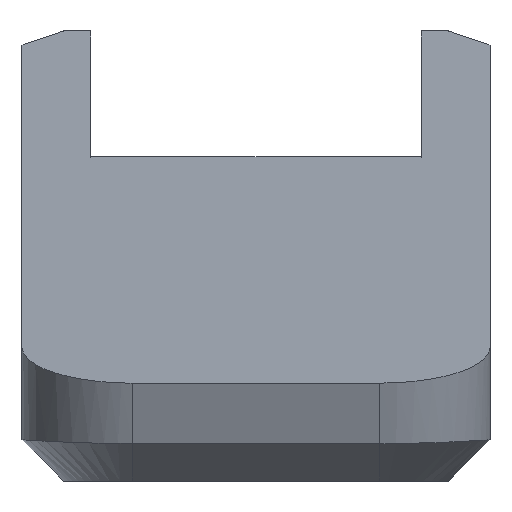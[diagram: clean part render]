
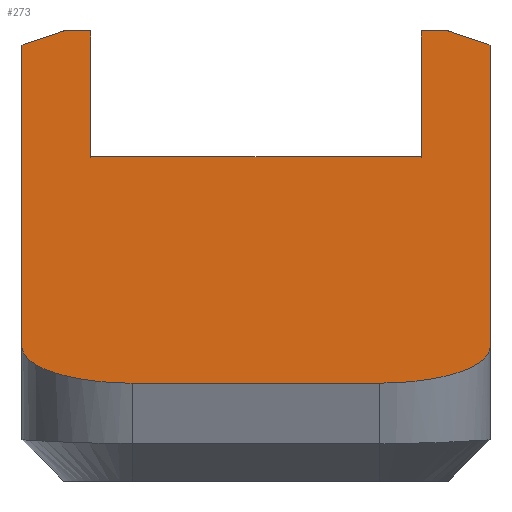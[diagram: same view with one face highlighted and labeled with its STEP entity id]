
A CAD part, front view. The second image highlights one B-rep face of the part: STEP entity #273.
In plain terms, the highlighted planar face has unit normal (0, -0.322, 0.947).
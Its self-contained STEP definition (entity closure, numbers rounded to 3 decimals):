
#121=CARTESIAN_POINT('',(-14.,609.2,-171.56));
#122=VERTEX_POINT('',#121);
#123=CARTESIAN_POINT('',(-12.,609.2,-171.56));
#124=VERTEX_POINT('',#123);
#125=CARTESIAN_POINT('',(-14.,609.2,-171.56));
#126=DIRECTION('',(1.,0.,-0.));
#127=VECTOR('',#126,2.);
#128=LINE('',#125,#127);
#129=EDGE_CURVE('',#122,#124,#128,.T.);
#147=CARTESIAN_POINT('',(12.,609.2,-171.56));
#148=VERTEX_POINT('',#147);
#155=CARTESIAN_POINT('',(14.,609.2,-171.56));
#156=VERTEX_POINT('',#155);
#157=CARTESIAN_POINT('',(12.,609.2,-171.56));
#158=DIRECTION('',(1.,0.,-0.));
#159=VECTOR('',#158,2.);
#160=LINE('',#157,#159);
#161=EDGE_CURVE('',#148,#156,#160,.T.);
#188=CARTESIAN_POINT('',(-17.,571.624,-184.344));
#189=DIRECTION('',(0.,0.322,-0.947));
#190=DIRECTION('',(0.,0.947,0.322));
#191=AXIS2_PLACEMENT_3D('',#188,#189,#190);
#192=PLANE('',#191);
#193=CARTESIAN_POINT('',(-12.,582.32,-180.705));
#194=VERTEX_POINT('',#193);
#195=CARTESIAN_POINT('',(12.,582.32,-180.705));
#196=VERTEX_POINT('',#195);
#197=CARTESIAN_POINT('',(-12.,582.32,-180.705));
#198=DIRECTION('',(1.,-0.,-0.));
#199=VECTOR('',#198,24.);
#200=LINE('',#197,#199);
#201=EDGE_CURVE('',#194,#196,#200,.T.);
#202=ORIENTED_EDGE('',*,*,#201,.F.);
#203=CARTESIAN_POINT('',(-12.,582.32,-180.705));
#204=DIRECTION('',(0.,0.947,0.322));
#205=VECTOR('',#204,28.393);
#206=LINE('',#203,#205);
#207=EDGE_CURVE('',#194,#124,#206,.T.);
#208=ORIENTED_EDGE('',*,*,#207,.T.);
#209=ORIENTED_EDGE('',*,*,#129,.F.);
#210=CARTESIAN_POINT('',(-17.,606.2,-172.581));
#211=VERTEX_POINT('',#210);
#212=CARTESIAN_POINT('',(-14.,609.2,-171.56));
#213=DIRECTION('',(-0.687,-0.687,-0.234));
#214=VECTOR('',#213,4.364);
#215=LINE('',#212,#214);
#216=EDGE_CURVE('',#122,#211,#215,.T.);
#217=ORIENTED_EDGE('',*,*,#216,.T.);
#218=CARTESIAN_POINT('',(-17.,541.619,-194.553));
#219=VERTEX_POINT('',#218);
#220=CARTESIAN_POINT('',(-17.,541.619,-194.553));
#221=DIRECTION('',(0.,0.947,0.322));
#222=VECTOR('',#221,68.216);
#223=LINE('',#220,#222);
#224=EDGE_CURVE('',#219,#211,#223,.T.);
#225=ORIENTED_EDGE('',*,*,#224,.F.);
#226=CARTESIAN_POINT('',(-9.,534.004,-197.144));
#227=VERTEX_POINT('',#226);
#228=CARTESIAN_POINT('',(-17.,541.619,-194.553));
#229=CARTESIAN_POINT('',(-17.,534.004,-197.144));
#230=CARTESIAN_POINT('',(-9.,534.004,-197.144));
#231=(BOUNDED_CURVE()
B_SPLINE_CURVE(2,(#228,#229,#230),.UNSPECIFIED.,.F.,.F.)
B_SPLINE_CURVE_WITH_KNOTS((3,3),(270.,360.),.UNSPECIFIED.)
CURVE()
GEOMETRIC_REPRESENTATION_ITEM()
RATIONAL_B_SPLINE_CURVE((1.,0.707,1.))
REPRESENTATION_ITEM(''));
#232=EDGE_CURVE('',#219,#227,#231,.T.);
#233=ORIENTED_EDGE('',*,*,#232,.T.);
#234=CARTESIAN_POINT('',(9.,534.004,-197.144));
#235=VERTEX_POINT('',#234);
#236=CARTESIAN_POINT('',(-9.,534.004,-197.144));
#237=DIRECTION('',(1.,0.,-0.));
#238=VECTOR('',#237,18.);
#239=LINE('',#236,#238);
#240=EDGE_CURVE('',#227,#235,#239,.T.);
#241=ORIENTED_EDGE('',*,*,#240,.T.);
#242=CARTESIAN_POINT('',(17.,541.619,-194.553));
#243=VERTEX_POINT('',#242);
#244=CARTESIAN_POINT('',(9.,534.004,-197.144));
#245=CARTESIAN_POINT('',(17.,534.004,-197.144));
#246=CARTESIAN_POINT('',(17.,541.619,-194.553));
#247=(BOUNDED_CURVE()
B_SPLINE_CURVE(2,(#244,#245,#246),.UNSPECIFIED.,.F.,.F.)
B_SPLINE_CURVE_WITH_KNOTS((3,3),(180.,270.),.UNSPECIFIED.)
CURVE()
GEOMETRIC_REPRESENTATION_ITEM()
RATIONAL_B_SPLINE_CURVE((1.,0.707,1.))
REPRESENTATION_ITEM(''));
#248=EDGE_CURVE('',#235,#243,#247,.T.);
#249=ORIENTED_EDGE('',*,*,#248,.T.);
#250=CARTESIAN_POINT('',(17.,606.2,-172.581));
#251=VERTEX_POINT('',#250);
#252=CARTESIAN_POINT('',(17.,541.619,-194.553));
#253=DIRECTION('',(0.,0.947,0.322));
#254=VECTOR('',#253,68.216);
#255=LINE('',#252,#254);
#256=EDGE_CURVE('',#243,#251,#255,.T.);
#257=ORIENTED_EDGE('',*,*,#256,.T.);
#258=CARTESIAN_POINT('',(17.,606.2,-172.581));
#259=DIRECTION('',(-0.687,0.687,0.234));
#260=VECTOR('',#259,4.364);
#261=LINE('',#258,#260);
#262=EDGE_CURVE('',#251,#156,#261,.T.);
#263=ORIENTED_EDGE('',*,*,#262,.T.);
#264=ORIENTED_EDGE('',*,*,#161,.F.);
#265=CARTESIAN_POINT('',(12.,582.32,-180.705));
#266=DIRECTION('',(0.,0.947,0.322));
#267=VECTOR('',#266,28.393);
#268=LINE('',#265,#267);
#269=EDGE_CURVE('',#196,#148,#268,.T.);
#270=ORIENTED_EDGE('',*,*,#269,.F.);
#271=EDGE_LOOP('',(#202,#208,#209,#217,#225,#233,#241,#249,#257,#263,#264,#270));
#272=FACE_BOUND('',#271,.T.);
#273=ADVANCED_FACE('',(#272),#192,.F.);
